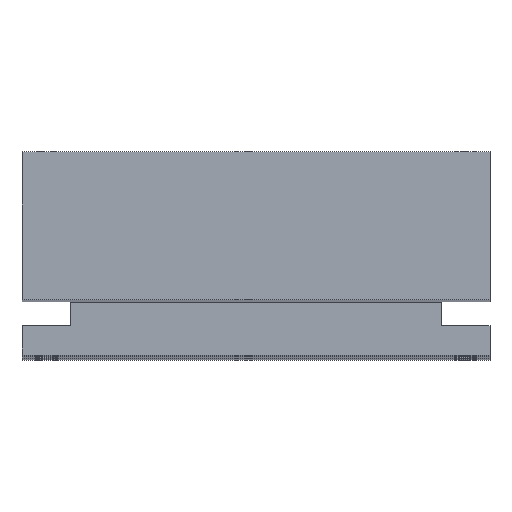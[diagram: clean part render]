
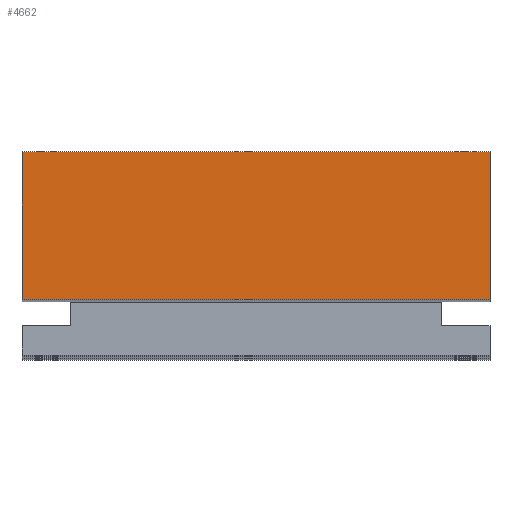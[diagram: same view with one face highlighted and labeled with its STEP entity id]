
A CAD part, top view. The second image highlights one B-rep face of the part: STEP entity #4662.
In plain terms, the highlighted planar face has unit normal (0, 0, 1).
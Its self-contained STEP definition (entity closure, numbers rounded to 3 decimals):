
#356 = LINE ( 'NONE', #2450, #1954 ) ;
#595 = CARTESIAN_POINT ( 'NONE',  ( 95., 0., 280. ) ) ;
#900 = PLANE ( 'NONE',  #3826 ) ;
#1468 = VECTOR ( 'NONE', #6707, 1000. ) ;
#1514 = CARTESIAN_POINT ( 'NONE',  ( 0., 30., 280. ) ) ;
#1536 = EDGE_CURVE ( 'NONE', #6417, #3689, #2485, .T. ) ;
#1575 = VECTOR ( 'NONE', #4025, 1000. ) ;
#1741 = ORIENTED_EDGE ( 'NONE', *, *, #2813, .T. ) ;
#1954 = VECTOR ( 'NONE', #4537, 1000. ) ;
#2430 = FACE_OUTER_BOUND ( 'NONE', #6033, .T. ) ;
#2450 = CARTESIAN_POINT ( 'NONE',  ( 0., 0., 280. ) ) ;
#2485 = LINE ( 'NONE', #6149, #1575 ) ;
#2691 = VECTOR ( 'NONE', #3603, 1000. ) ;
#2813 = EDGE_CURVE ( 'NONE', #5669, #3955, #5702, .T. ) ;
#2928 = CARTESIAN_POINT ( 'NONE',  ( 0., 0., 280. ) ) ;
#2942 = LINE ( 'NONE', #1514, #2691 ) ;
#3367 = EDGE_CURVE ( 'NONE', #3955, #6417, #2942, .T. ) ;
#3603 = DIRECTION ( 'NONE',  ( -1., 0., 0. ) ) ;
#3689 = VERTEX_POINT ( 'NONE', #2928 ) ;
#3755 = EDGE_CURVE ( 'NONE', #3689, #5669, #356, .T. ) ;
#3826 = AXIS2_PLACEMENT_3D ( 'NONE', #4043, #6753, #4155 ) ;
#3827 = CARTESIAN_POINT ( 'NONE',  ( 95., 30., 280. ) ) ;
#3955 = VERTEX_POINT ( 'NONE', #3827 ) ;
#4025 = DIRECTION ( 'NONE',  ( 0., -1., 0. ) ) ;
#4043 = CARTESIAN_POINT ( 'NONE',  ( 0., 0., 280. ) ) ;
#4155 = DIRECTION ( 'NONE',  ( -1., 0., 0. ) ) ;
#4466 = ORIENTED_EDGE ( 'NONE', *, *, #3755, .T. ) ;
#4537 = DIRECTION ( 'NONE',  ( 1., 0., 0. ) ) ;
#4662 = ADVANCED_FACE ( 'NONE', ( #2430 ), #900, .F. ) ;
#4919 = ORIENTED_EDGE ( 'NONE', *, *, #1536, .T. ) ;
#4986 = ORIENTED_EDGE ( 'NONE', *, *, #3367, .T. ) ;
#5115 = CARTESIAN_POINT ( 'NONE',  ( 95., 0., 280. ) ) ;
#5669 = VERTEX_POINT ( 'NONE', #595 ) ;
#5702 = LINE ( 'NONE', #5115, #1468 ) ;
#6005 = CARTESIAN_POINT ( 'NONE',  ( 0., 30., 280. ) ) ;
#6033 = EDGE_LOOP ( 'NONE', ( #4919, #4466, #1741, #4986 ) ) ;
#6149 = CARTESIAN_POINT ( 'NONE',  ( 0., 0., 280. ) ) ;
#6417 = VERTEX_POINT ( 'NONE', #6005 ) ;
#6707 = DIRECTION ( 'NONE',  ( 0., 1., 0. ) ) ;
#6753 = DIRECTION ( 'NONE',  ( 0., 0., -1. ) ) ;
